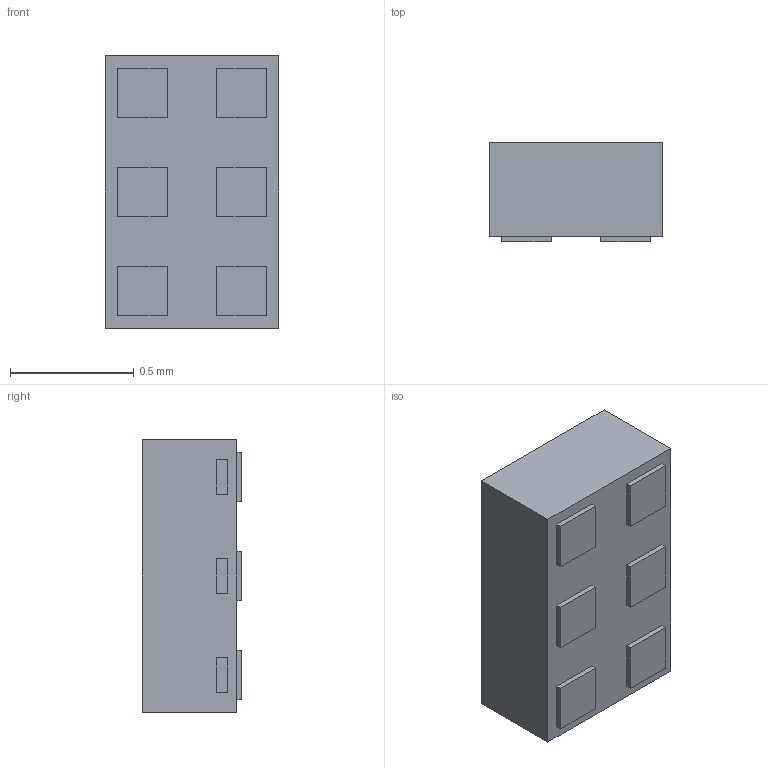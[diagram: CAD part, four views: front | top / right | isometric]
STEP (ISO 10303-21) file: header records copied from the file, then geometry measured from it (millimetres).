
FILE_DESCRIPTION (( 'STEP AP214' ), '1' );
FILE_NAME ('BGS12WN6E6327XTSA1.STEP', '2023-12-21T13:41:33', ( 'LENOVO' ), ( '' ), 'SwSTEP 2.0', 'SolidWorks 2021', '' );
FILE_SCHEMA (( 'AUTOMOTIVE_DESIGN' ));
Length unit declared in the file: millimetre
Products named in the file (1): BGS12WN6E6327XTSA1
Bounding box: 0.7 x 0.4 x 1.1 mm (x, y, z)
Volume: 0.3 mm3; surface area: 4.1 mm2
Topology: 14 solids, 14 shells, 115 faces, 240 edges, 160 vertices
Faces by surface type: plane 111, cylinder 4
Entity records: 3153 total; most frequent: CARTESIAN_POINT 516, ORIENTED_EDGE 480, DIRECTION 480, EDGE_CURVE 240, VECTOR 232, LINE 232, VERTEX_POINT 160, AXIS2_PLACEMENT_3D 124
